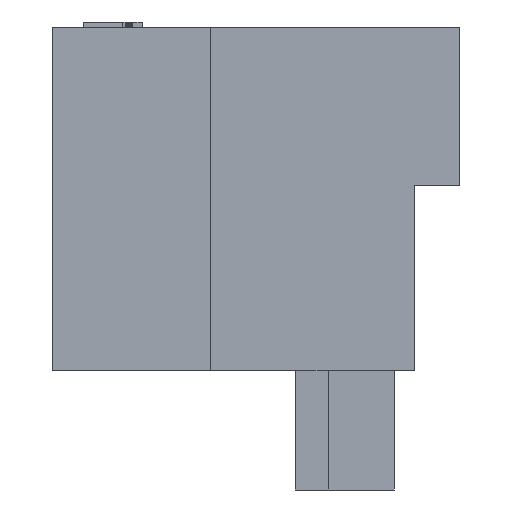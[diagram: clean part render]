
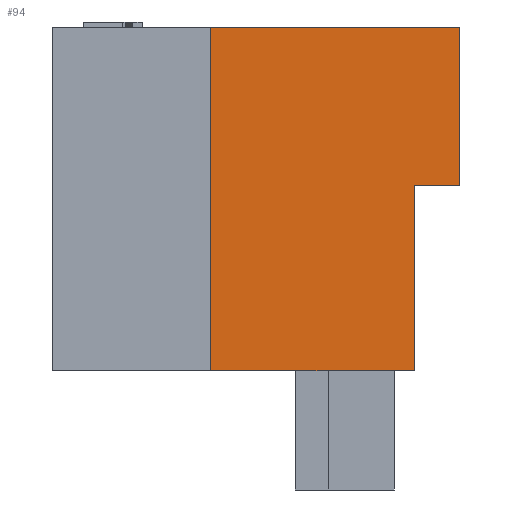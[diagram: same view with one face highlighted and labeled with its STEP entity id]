
A CAD part, front view. The second image highlights one B-rep face of the part: STEP entity #94.
In plain terms, the highlighted planar face has unit normal (0, -1, 0).
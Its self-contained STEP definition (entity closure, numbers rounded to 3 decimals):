
#94=ADVANCED_FACE('',(#210),#154,.T.);
#154=PLANE('',#1277);
#210=FACE_OUTER_BOUND('',#270,.T.);
#270=EDGE_LOOP('',(#433,#434,#435,#436,#437,#438));
#433=ORIENTED_EDGE('',*,*,#834,.T.);
#434=ORIENTED_EDGE('',*,*,#835,.T.);
#435=ORIENTED_EDGE('',*,*,#836,.T.);
#436=ORIENTED_EDGE('',*,*,#832,.T.);
#437=ORIENTED_EDGE('',*,*,#837,.T.);
#438=ORIENTED_EDGE('',*,*,#838,.T.);
#699=VERTEX_POINT('',#1790);
#700=VERTEX_POINT('',#1792);
#701=VERTEX_POINT('',#1796);
#702=VERTEX_POINT('',#1797);
#703=VERTEX_POINT('',#1799);
#704=VERTEX_POINT('',#1802);
#832=EDGE_CURVE('',#700,#699,#996,.T.);
#834=EDGE_CURVE('',#701,#702,#998,.T.);
#835=EDGE_CURVE('',#702,#703,#999,.T.);
#836=EDGE_CURVE('',#703,#700,#1000,.T.);
#837=EDGE_CURVE('',#699,#704,#1001,.T.);
#838=EDGE_CURVE('',#704,#701,#1002,.T.);
#996=LINE('',#1791,#1154);
#998=LINE('',#1795,#1156);
#999=LINE('',#1798,#1157);
#1000=LINE('',#1800,#1158);
#1001=LINE('',#1801,#1159);
#1002=LINE('',#1803,#1160);
#1154=VECTOR('',#1460,1.);
#1156=VECTOR('',#1464,1.);
#1157=VECTOR('',#1465,1.);
#1158=VECTOR('',#1466,1.);
#1159=VECTOR('',#1467,1.);
#1160=VECTOR('',#1468,1.);
#1277=AXIS2_PLACEMENT_3D('',#1804,#1469,#1470);
#1460=DIRECTION('',(0.,0.,-1.));
#1464=DIRECTION('',(1.,0.,0.));
#1465=DIRECTION('',(0.,0.,1.));
#1466=DIRECTION('',(-1.,0.,0.));
#1467=DIRECTION('',(1.,0.,0.));
#1468=DIRECTION('',(0.,0.,1.));
#1469=DIRECTION('',(0.,-1.,0.));
#1470=DIRECTION('',(1.,0.,0.));
#1790=CARTESIAN_POINT('',(0.5,-17.35,3.8));
#1791=CARTESIAN_POINT('',(0.5,-17.35,14.75));
#1792=CARTESIAN_POINT('',(0.5,-17.35,14.75));
#1795=CARTESIAN_POINT('',(7.,-17.35,9.7));
#1796=CARTESIAN_POINT('',(7.,-17.35,9.7));
#1797=CARTESIAN_POINT('',(8.45,-17.35,9.7));
#1798=CARTESIAN_POINT('',(8.45,-17.35,9.7));
#1799=CARTESIAN_POINT('',(8.45,-17.35,14.75));
#1800=CARTESIAN_POINT('',(8.45,-17.35,14.75));
#1801=CARTESIAN_POINT('',(0.5,-17.35,3.8));
#1802=CARTESIAN_POINT('',(7.,-17.35,3.8));
#1803=CARTESIAN_POINT('',(7.,-17.35,3.8));
#1804=CARTESIAN_POINT('',(0.5,-17.35,3.42));
